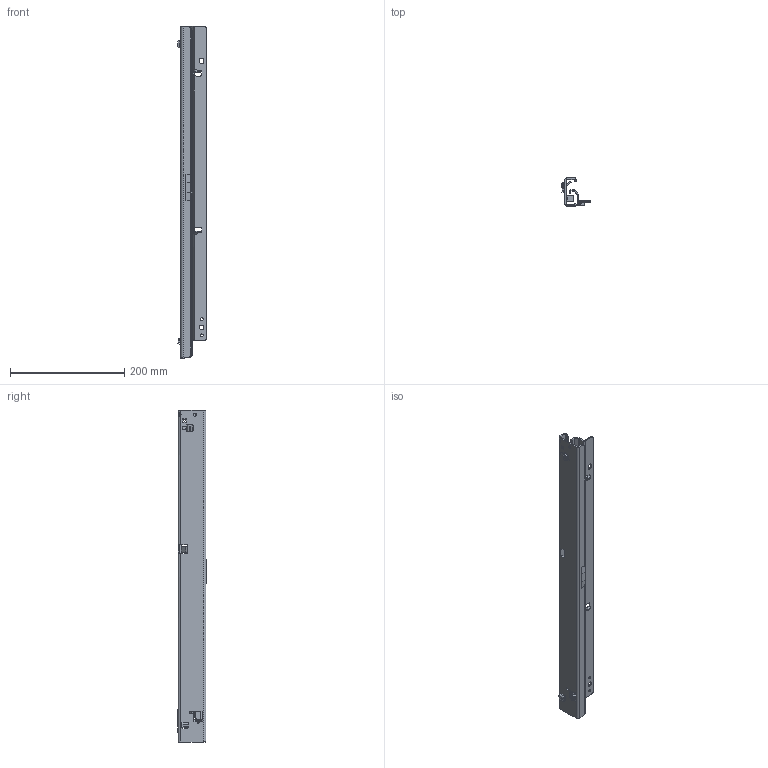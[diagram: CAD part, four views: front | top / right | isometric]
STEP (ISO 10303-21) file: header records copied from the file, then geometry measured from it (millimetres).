
FILE_DESCRIPTION (( 'STEP AP214' ), '1' );
FILE_NAME ('FR_7075_SMT.0550mm_22inch_U006_closed_left.STEP', '2022-11-21T05:51:10', ( '' ), ( '' ), 'SwSTEP 2.0', 'SolidWorks 2020', '' );
FILE_SCHEMA (( 'AUTOMOTIVE_DESIGN' ));
Length unit declared in the file: millimetre
Products named in the file (5): 7075.XXX-01.U006_NL 550; 7100.XXX-03.W178_NL 550; 7075.XXX-01.H216_NL 550; FR_7075_SMT.0550mm_22inch_U006_closed_left
Assembly tree (4 placements, depth 3):
  FR_7075_SMT.0550mm_22inch_U006_closed_left
    7075.XXX-01.U006_NL 550
      7075.XXX-01.H216_NL 550
    7100.XXX-03.W178_NL 550
      7100.XXX-03.W178_NL 550
Bounding box: 49.43 x 50.2 x 580 mm (x, y, z)
Volume: 176117 mm3; surface area: 159853.9 mm2
Topology: 2 solids, 2 shells, 521 faces, 1362 edges, 834 vertices
Faces by surface type: plane 236, cylinder 197, bspline 62, cone 18, sphere 6, torus 2
Entity records: 18395 total; most frequent: CARTESIAN_POINT 5217, ORIENTED_EDGE 2700, DIRECTION 2397, EDGE_CURVE 1350, VERTEX_POINT 834, AXIS2_PLACEMENT_3D 811, LINE 775, VECTOR 775
